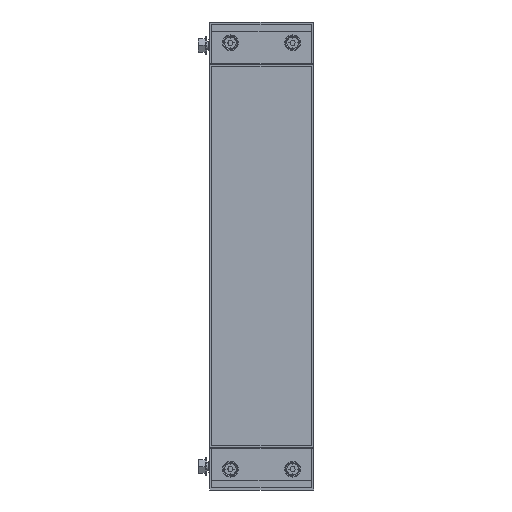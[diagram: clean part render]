
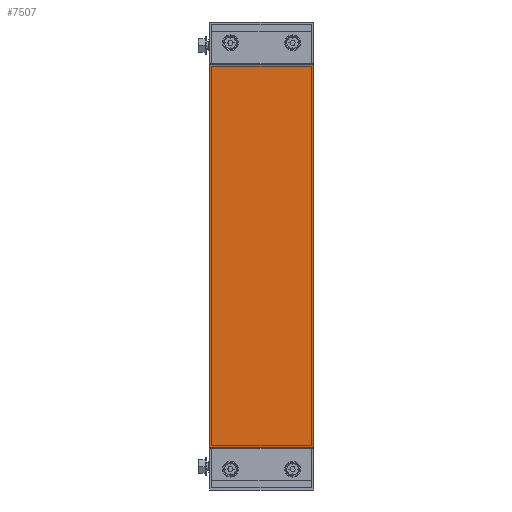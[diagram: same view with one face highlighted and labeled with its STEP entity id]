
A CAD part, left-side view. The second image highlights one B-rep face of the part: STEP entity #7507.
In plain terms, the highlighted planar face has unit normal (-1, 0, 0).
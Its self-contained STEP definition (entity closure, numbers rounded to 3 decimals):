
#164 = DIRECTION ( 'NONE',  ( -1., 0., 0. ) ) ;
#250 = CARTESIAN_POINT ( 'NONE',  ( 0., 0., 65.4 ) ) ;
#474 = CARTESIAN_POINT ( 'NONE',  ( 0., -100., 434.6 ) ) ;
#509 = DIRECTION ( 'NONE',  ( 0., 0., 1. ) ) ;
#562 = LINE ( 'NONE', #7636, #913 ) ;
#754 = DIRECTION ( 'NONE',  ( 0., 0., -1. ) ) ;
#913 = VECTOR ( 'NONE', #754, 1000. ) ;
#918 = PLANE ( 'NONE',  #2898 ) ;
#1069 = ORIENTED_EDGE ( 'NONE', *, *, #6520, .T. ) ;
#1352 = LINE ( 'NONE', #3579, #1440 ) ;
#1407 = ORIENTED_EDGE ( 'NONE', *, *, #1883, .T. ) ;
#1440 = VECTOR ( 'NONE', #6690, 1000. ) ;
#1717 = EDGE_CURVE ( 'NONE', #5866, #7803, #562, .T. ) ;
#1883 = EDGE_CURVE ( 'NONE', #4545, #5866, #8045, .T. ) ;
#2898 = AXIS2_PLACEMENT_3D ( 'NONE', #7043, #164, #6280 ) ;
#3254 = ORIENTED_EDGE ( 'NONE', *, *, #9489, .T. ) ;
#3534 = CARTESIAN_POINT ( 'NONE',  ( 0., -100., 65.4 ) ) ;
#3579 = CARTESIAN_POINT ( 'NONE',  ( 0., 0., 65.4 ) ) ;
#3885 = ORIENTED_EDGE ( 'NONE', *, *, #1717, .T. ) ;
#3926 = CARTESIAN_POINT ( 'NONE',  ( 0., -100., 65.4 ) ) ;
#4192 = VECTOR ( 'NONE', #8920, 1000. ) ;
#4545 = VERTEX_POINT ( 'NONE', #474 ) ;
#5426 = VECTOR ( 'NONE', #509, 1000. ) ;
#5866 = VERTEX_POINT ( 'NONE', #5977 ) ;
#5977 = CARTESIAN_POINT ( 'NONE',  ( 0., 0., 434.6 ) ) ;
#6280 = DIRECTION ( 'NONE',  ( 0., 0., 1. ) ) ;
#6520 = EDGE_CURVE ( 'NONE', #9274, #4545, #8149, .T. ) ;
#6690 = DIRECTION ( 'NONE',  ( 0., -1., 0. ) ) ;
#6949 = FACE_OUTER_BOUND ( 'NONE', #7008, .T. ) ;
#7008 = EDGE_LOOP ( 'NONE', ( #3254, #1069, #1407, #3885 ) ) ;
#7043 = CARTESIAN_POINT ( 'NONE',  ( 0., 0., 0. ) ) ;
#7183 = CARTESIAN_POINT ( 'NONE',  ( 0., 0., 434.6 ) ) ;
#7507 = ADVANCED_FACE ( 'NONE', ( #6949 ), #918, .T. ) ;
#7636 = CARTESIAN_POINT ( 'NONE',  ( 0., 0., 65.4 ) ) ;
#7803 = VERTEX_POINT ( 'NONE', #250 ) ;
#8045 = LINE ( 'NONE', #7183, #4192 ) ;
#8149 = LINE ( 'NONE', #3534, #5426 ) ;
#8920 = DIRECTION ( 'NONE',  ( 0., 1., 0. ) ) ;
#9274 = VERTEX_POINT ( 'NONE', #3926 ) ;
#9489 = EDGE_CURVE ( 'NONE', #7803, #9274, #1352, .T. ) ;
